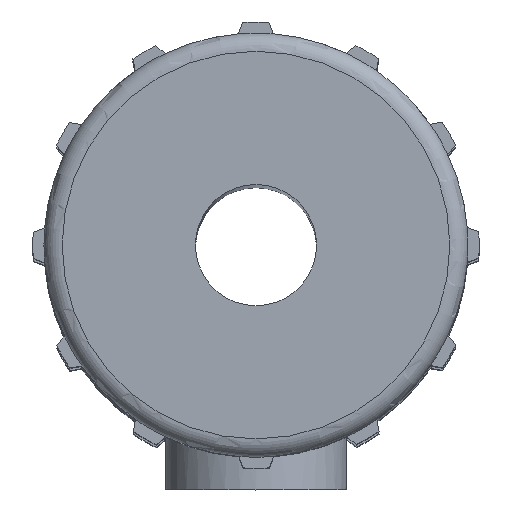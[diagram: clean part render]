
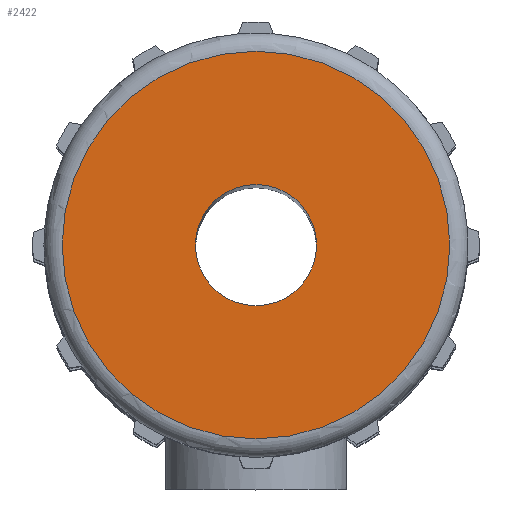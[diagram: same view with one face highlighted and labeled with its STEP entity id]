
A CAD part, top view. The second image highlights one B-rep face of the part: STEP entity #2422.
In plain terms, the highlighted planar face has unit normal (0, 0, 1).
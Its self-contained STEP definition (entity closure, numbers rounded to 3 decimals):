
#24=FACE_BOUND('',#805,.T.);
#61=PLANE('',#2694);
#647=FACE_OUTER_BOUND('',#804,.T.);
#804=EDGE_LOOP('',(#1954));
#805=EDGE_LOOP('',(#1955));
#955=CIRCLE('',#2643,32.);
#994=CIRCLE('',#2695,10.);
#1148=VERTEX_POINT('',#3981);
#1198=VERTEX_POINT('',#4107);
#1414=EDGE_CURVE('',#1148,#1148,#955,.T.);
#1477=EDGE_CURVE('',#1198,#1198,#994,.T.);
#1954=ORIENTED_EDGE('',*,*,#1414,.F.);
#1955=ORIENTED_EDGE('',*,*,#1477,.T.);
#2422=ADVANCED_FACE('',(#647,#24),#61,.T.);
#2643=AXIS2_PLACEMENT_3D('',#3982,#3174,#3175);
#2694=AXIS2_PLACEMENT_3D('',#4106,#3300,#3301);
#2695=AXIS2_PLACEMENT_3D('',#4108,#3302,#3303);
#3174=DIRECTION('center_axis',(0.,0.,-1.));
#3175=DIRECTION('ref_axis',(0.997,-0.081,0.));
#3300=DIRECTION('center_axis',(0.,0.,1.));
#3301=DIRECTION('ref_axis',(-1.,0.,0.));
#3302=DIRECTION('center_axis',(0.,0.,-1.));
#3303=DIRECTION('ref_axis',(-1.,0.,0.));
#3981=CARTESIAN_POINT('',(-32.,0.,260.));
#3982=CARTESIAN_POINT('Origin',(0.,0.,260.));
#4106=CARTESIAN_POINT('Origin',(0.,0.,260.));
#4107=CARTESIAN_POINT('',(10.,0.,260.));
#4108=CARTESIAN_POINT('Origin',(0.,0.,260.));
